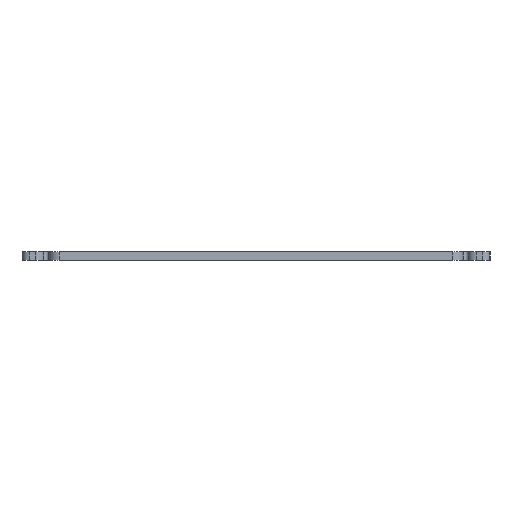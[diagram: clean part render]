
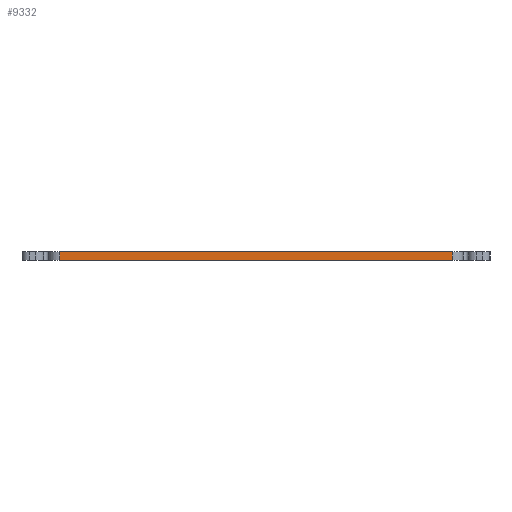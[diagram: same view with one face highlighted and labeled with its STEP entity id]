
A CAD part, left-side view. The second image highlights one B-rep face of the part: STEP entity #9332.
In plain terms, the highlighted planar face has unit normal (-1, 0, 0).
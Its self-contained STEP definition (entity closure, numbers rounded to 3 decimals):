
#1242=FACE_OUTER_BOUND('',#1700,.T.);
#1700=EDGE_LOOP('',(#7683,#7684,#7685,#7686));
#2700=LINE('',#15658,#3612);
#2701=LINE('',#15661,#3613);
#2702=LINE('',#15663,#3614);
#2703=LINE('',#15664,#3615);
#3612=VECTOR('',#12916,10.);
#3613=VECTOR('',#12919,10.);
#3614=VECTOR('',#12920,10.);
#3615=VECTOR('',#12921,10.);
#4525=VERTEX_POINT('',#15654);
#4526=VERTEX_POINT('',#15656);
#4527=VERTEX_POINT('',#15660);
#4528=VERTEX_POINT('',#15662);
#5876=EDGE_CURVE('',#4525,#4526,#2700,.T.);
#5877=EDGE_CURVE('',#4525,#4527,#2701,.T.);
#5878=EDGE_CURVE('',#4528,#4526,#2702,.T.);
#5879=EDGE_CURVE('',#4527,#4528,#2703,.T.);
#7683=ORIENTED_EDGE('',*,*,#5877,.F.);
#7684=ORIENTED_EDGE('',*,*,#5876,.T.);
#7685=ORIENTED_EDGE('',*,*,#5878,.F.);
#7686=ORIENTED_EDGE('',*,*,#5879,.F.);
#8882=PLANE('',#10244);
#9332=ADVANCED_FACE('',(#1242),#8882,.T.);
#10244=AXIS2_PLACEMENT_3D('',#15659,#12917,#12918);
#12916=DIRECTION('',(0.,0.,-1.));
#12917=DIRECTION('center_axis',(-1.,0.,0.));
#12918=DIRECTION('ref_axis',(0.,1.,0.));
#12919=DIRECTION('',(0.,-1.,0.));
#12920=DIRECTION('',(0.,1.,0.));
#12921=DIRECTION('',(0.,0.,-1.));
#15654=CARTESIAN_POINT('',(0.15,-1.25,6.6));
#15656=CARTESIAN_POINT('',(0.15,-1.25,5.));
#15658=CARTESIAN_POINT('',(0.15,-1.25,6.6));
#15659=CARTESIAN_POINT('Origin',(0.15,-74.95,6.6));
#15660=CARTESIAN_POINT('',(0.15,-74.95,6.6));
#15661=CARTESIAN_POINT('',(0.15,-1.25,6.6));
#15662=CARTESIAN_POINT('',(0.15,-74.95,5.));
#15663=CARTESIAN_POINT('',(0.15,-1.25,5.));
#15664=CARTESIAN_POINT('',(0.15,-74.95,6.6));
